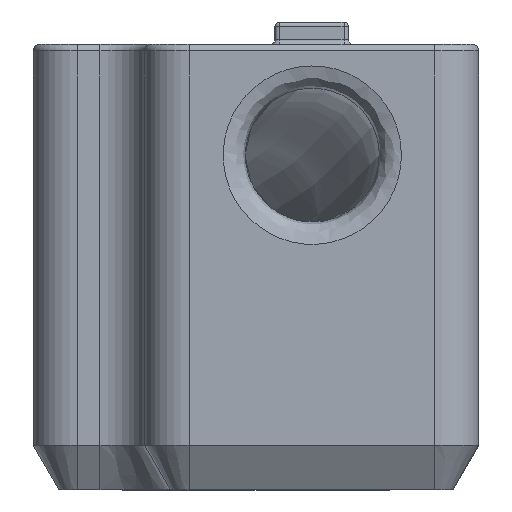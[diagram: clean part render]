
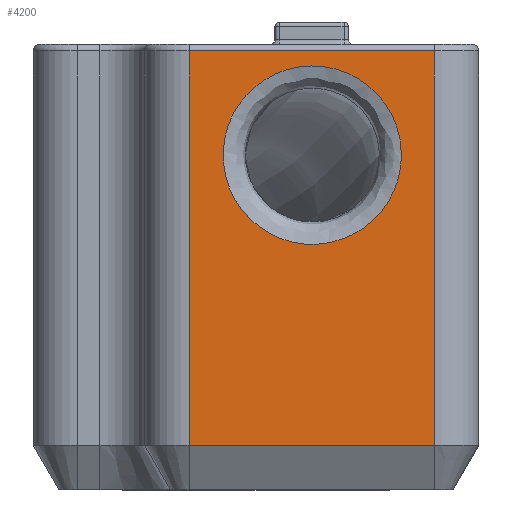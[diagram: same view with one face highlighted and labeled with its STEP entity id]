
A CAD part, left-side view. The second image highlights one B-rep face of the part: STEP entity #4200.
In plain terms, the highlighted planar face has unit normal (-1, 0, 0).
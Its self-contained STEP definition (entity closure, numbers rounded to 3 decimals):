
#80=FACE_BOUND('',#1254,.T.);
#299=LINE('',#8221,#607);
#300=LINE('',#8223,#608);
#301=LINE('',#8225,#609);
#302=LINE('',#8226,#610);
#607=VECTOR('',#5405,10.);
#608=VECTOR('',#5406,10.);
#609=VECTOR('',#5407,10.);
#610=VECTOR('',#5408,10.);
#840=PLANE('',#4570);
#973=FACE_OUTER_BOUND('',#1253,.T.);
#1253=EDGE_LOOP('',(#3240,#3241,#3242,#3243));
#1254=EDGE_LOOP('',(#3244));
#1491=B_SPLINE_CURVE_WITH_KNOTS('',3,(#7430,#7431,#7432,#7433,#7434,#7435,
#7436,#7437,#7438,#7439,#7440,#7441,#7442,#7443),.UNSPECIFIED.,.T.,.F.,
(4,1,1,1,1,1,1,1,1,1,1,4),(-1.,-0.929,-0.857,-0.786,
-0.714,-0.571,-0.429,-0.286,
-0.214,-0.143,-0.071,0.),
 .UNSPECIFIED.);
#1929=VERTEX_POINT('',#7408);
#1935=VERTEX_POINT('',#8219);
#1936=VERTEX_POINT('',#8220);
#1937=VERTEX_POINT('',#8222);
#1938=VERTEX_POINT('',#8224);
#2383=EDGE_CURVE('',#1929,#1929,#1491,.T.);
#2388=EDGE_CURVE('',#1935,#1936,#299,.T.);
#2389=EDGE_CURVE('',#1937,#1935,#300,.T.);
#2390=EDGE_CURVE('',#1938,#1937,#301,.T.);
#2391=EDGE_CURVE('',#1936,#1938,#302,.T.);
#3240=ORIENTED_EDGE('',*,*,#2388,.F.);
#3241=ORIENTED_EDGE('',*,*,#2389,.F.);
#3242=ORIENTED_EDGE('',*,*,#2390,.F.);
#3243=ORIENTED_EDGE('',*,*,#2391,.F.);
#3244=ORIENTED_EDGE('',*,*,#2383,.F.);
#4200=ADVANCED_FACE('',(#973,#80),#840,.T.);
#4570=AXIS2_PLACEMENT_3D('',#8218,#5403,#5404);
#5403=DIRECTION('center_axis',(-1.,0.,0.));
#5404=DIRECTION('ref_axis',(0.,-1.,0.));
#5405=DIRECTION('',(0.,1.,0.));
#5406=DIRECTION('',(0.,0.,-1.));
#5407=DIRECTION('',(0.,-1.,0.));
#5408=DIRECTION('',(0.,0.,1.));
#7408=CARTESIAN_POINT('',(0.,3.473,15.017));
#7430=CARTESIAN_POINT('Ctrl Pts',(0.,3.473,
15.017));
#7431=CARTESIAN_POINT('Ctrl Pts',(0.,3.472,
15.615));
#7432=CARTESIAN_POINT('Ctrl Pts',(0.,3.742,
16.811));
#7433=CARTESIAN_POINT('Ctrl Pts',(0.,4.887,18.257));
#7434=CARTESIAN_POINT('Ctrl Pts',(0.,6.542,
19.054));
#7435=CARTESIAN_POINT('Ctrl Pts',(0.,9.001,
19.074));
#7436=CARTESIAN_POINT('Ctrl Pts',(0.,11.593,
17.029));
#7437=CARTESIAN_POINT('Ctrl Pts',(0.,11.602,
13.045));
#7438=CARTESIAN_POINT('Ctrl Pts',(0.,9.022,
10.985));
#7439=CARTESIAN_POINT('Ctrl Pts',(0.,6.562,
10.995));
#7440=CARTESIAN_POINT('Ctrl Pts',(0.,4.903,
11.783));
#7441=CARTESIAN_POINT('Ctrl Pts',(0.,3.751,
13.223));
#7442=CARTESIAN_POINT('Ctrl Pts',(0.,3.475,
14.418));
#7443=CARTESIAN_POINT('Ctrl Pts',(0.,3.473,
15.017));
#8218=CARTESIAN_POINT('Origin',(0.,15.,0.));
#8219=CARTESIAN_POINT('',(0.,2.,2.));
#8220=CARTESIAN_POINT('',(0.,13.,2.));
#8221=CARTESIAN_POINT('',(0.,12.5,2.));
#8222=CARTESIAN_POINT('',(0.,2.,19.7));
#8223=CARTESIAN_POINT('',(0.,2.,0.));
#8224=CARTESIAN_POINT('',(0.,13.,19.7));
#8225=CARTESIAN_POINT('',(0.,12.5,19.7));
#8226=CARTESIAN_POINT('',(0.,13.,0.));
